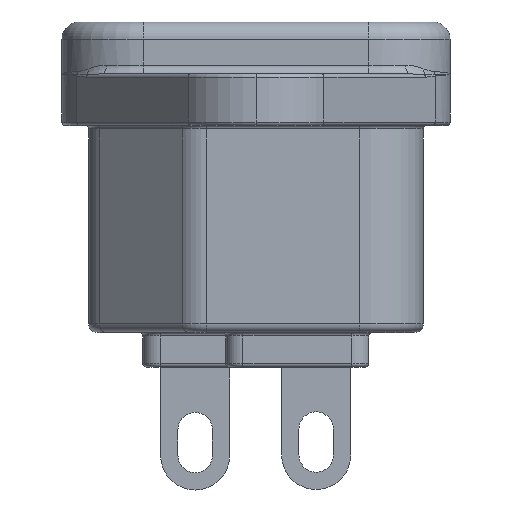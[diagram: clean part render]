
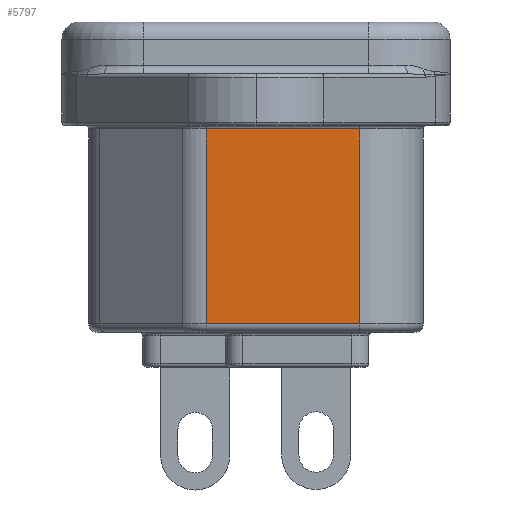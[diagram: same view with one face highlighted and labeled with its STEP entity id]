
A CAD part, left-side view. The second image highlights one B-rep face of the part: STEP entity #5797.
In plain terms, the highlighted planar face has unit normal (-1, 0, 0).
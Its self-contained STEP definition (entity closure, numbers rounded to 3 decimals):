
#342 = VECTOR ( 'NONE', #4024, 1000. ) ;
#472 = DIRECTION ( 'NONE',  ( 1., 0., 0. ) ) ;
#850 = LINE ( 'NONE', #4634, #4754 ) ;
#1219 = DIRECTION ( 'NONE',  ( 0., -1., 0. ) ) ;
#1249 = ORIENTED_EDGE ( 'NONE', *, *, #8791, .T. ) ;
#1449 = ORIENTED_EDGE ( 'NONE', *, *, #2528, .T. ) ;
#1993 = VECTOR ( 'NONE', #2129, 1000. ) ;
#2009 = CARTESIAN_POINT ( 'NONE',  ( -13.7, 2.879, -0.2 ) ) ;
#2129 = DIRECTION ( 'NONE',  ( 0., 0., -1. ) ) ;
#2158 = LINE ( 'NONE', #8770, #342 ) ;
#2470 = FACE_OUTER_BOUND ( 'NONE', #4064, .T. ) ;
#2528 = EDGE_CURVE ( 'NONE', #4195, #10115, #2158, .T. ) ;
#2837 = CARTESIAN_POINT ( 'NONE',  ( -13.7, -6., -0.2 ) ) ;
#2911 = CARTESIAN_POINT ( 'NONE',  ( -13.7, 2.879, -10.5 ) ) ;
#3081 = VERTEX_POINT ( 'NONE', #9839 ) ;
#3488 = PLANE ( 'NONE',  #4677 ) ;
#3750 = LINE ( 'NONE', #5922, #3997 ) ;
#3997 = VECTOR ( 'NONE', #1219, 1000. ) ;
#4024 = DIRECTION ( 'NONE',  ( 0., 1., 0. ) ) ;
#4064 = EDGE_LOOP ( 'NONE', ( #8635, #1449, #6977, #1249 ) ) ;
#4195 = VERTEX_POINT ( 'NONE', #2837 ) ;
#4634 = CARTESIAN_POINT ( 'NONE',  ( -13.7, -6., -10.5 ) ) ;
#4677 = AXIS2_PLACEMENT_3D ( 'NONE', #9108, #472, #5963 ) ;
#4754 = VECTOR ( 'NONE', #9378, 1000. ) ;
#5797 = ADVANCED_FACE ( 'NONE', ( #2470 ), #3488, .F. ) ;
#5854 = EDGE_CURVE ( 'NONE', #10115, #7129, #6200, .T. ) ;
#5922 = CARTESIAN_POINT ( 'NONE',  ( -13.7, -6., -11.5 ) ) ;
#5963 = DIRECTION ( 'NONE',  ( 0., 0., -1. ) ) ;
#6200 = LINE ( 'NONE', #2911, #1993 ) ;
#6977 = ORIENTED_EDGE ( 'NONE', *, *, #5854, .T. ) ;
#7052 = CARTESIAN_POINT ( 'NONE',  ( -13.7, 2.879, -11.5 ) ) ;
#7129 = VERTEX_POINT ( 'NONE', #7052 ) ;
#8236 = EDGE_CURVE ( 'NONE', #3081, #4195, #850, .T. ) ;
#8635 = ORIENTED_EDGE ( 'NONE', *, *, #8236, .T. ) ;
#8770 = CARTESIAN_POINT ( 'NONE',  ( -13.7, 3.687, -0.2 ) ) ;
#8791 = EDGE_CURVE ( 'NONE', #7129, #3081, #3750, .T. ) ;
#9108 = CARTESIAN_POINT ( 'NONE',  ( -13.7, 3.687, -10.5 ) ) ;
#9378 = DIRECTION ( 'NONE',  ( 0., 0., 1. ) ) ;
#9839 = CARTESIAN_POINT ( 'NONE',  ( -13.7, -6., -11.5 ) ) ;
#10115 = VERTEX_POINT ( 'NONE', #2009 ) ;
